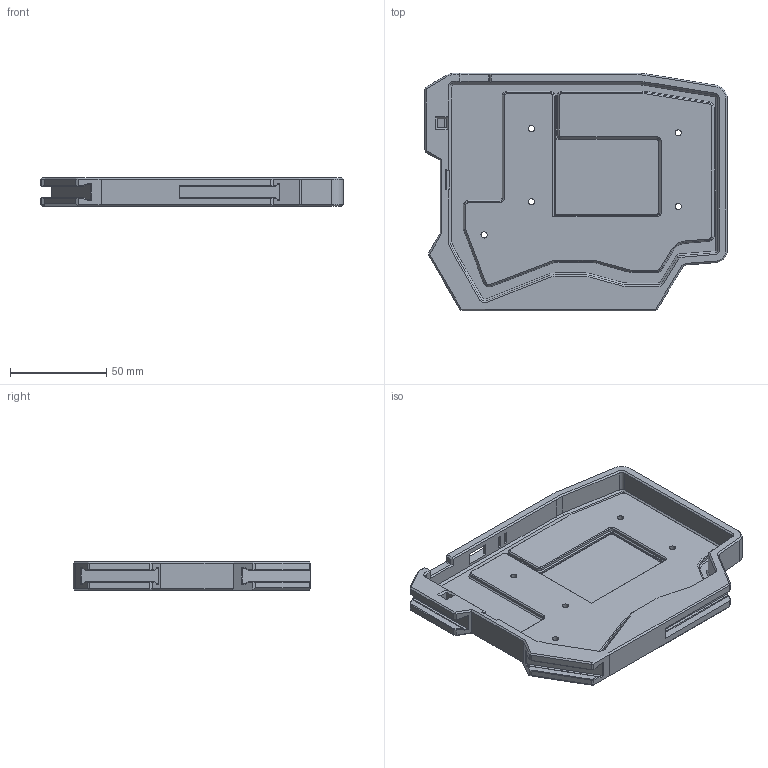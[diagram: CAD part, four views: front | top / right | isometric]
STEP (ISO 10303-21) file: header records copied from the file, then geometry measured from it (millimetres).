
FILE_DESCRIPTION(/* description */ ('STEP AP242','CAx-IF Rec.Pracs.---Representation and Presentation of Product Manufacturing Information (PMI)---4.0---2014-10-13','CAx-IF Rec.Pracs.---3D Tessellated Geometry---0.4---2014-09-14','2;1'),/* implementation_level */ '2;1');
FILE_NAME(/* name */ '669d22e9fade10428af3dcc2',/* time_stamp */ '2024-07-21T15:02:02Z',/* author */ (''),/* organization */ (''),/* preprocessor_version */ 'ST-DEVELOPER v20',/* originating_system */ ' ',/* authorisation */ ' ');
FILE_SCHEMA (('AP242_MANAGED_MODEL_BASED_3D_ENGINEERING_MIM_LF { 1 0 10303 442 1 1 4 }'));
Length unit declared in the file: metre
Products named in the file (1): Case
Bounding box: 157.19 x 123.32 x 15 mm (x, y, z)
Volume: 102957.6 mm3; surface area: 52037.1 mm2
Topology: 1 solids, 1 shells, 442 faces, 1054 edges, 627 vertices
Faces by surface type: plane 323, cone 67, cylinder 51, bspline 1
Full cylindrical faces by diameter (mm): 3.2 x5, 4 x5, 5 x5
Entity records: 12367 total; most frequent: CARTESIAN_POINT 2165, ORIENTED_EDGE 2078, DIRECTION 2073, EDGE_CURVE 1039, LINE 855, VECTOR 855, VERTEX_POINT 627, AXIS2_PLACEMENT_3D 609
